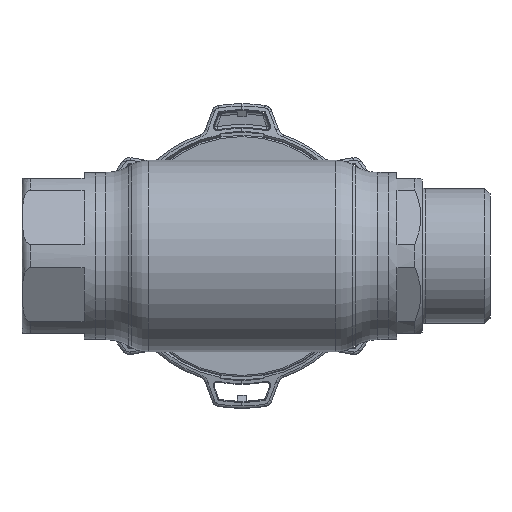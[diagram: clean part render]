
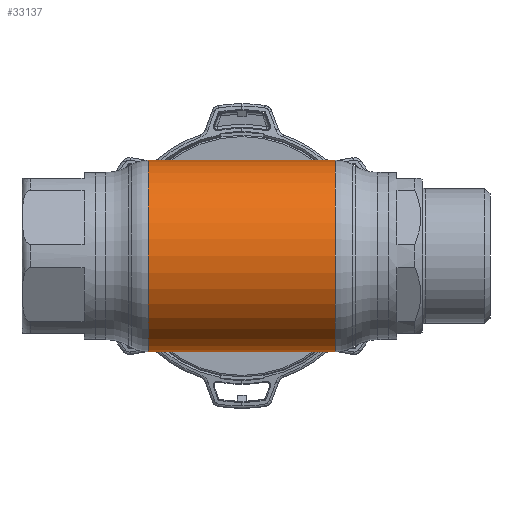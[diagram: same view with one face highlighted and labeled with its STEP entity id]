
A CAD part, front view. The second image highlights one B-rep face of the part: STEP entity #33137.
In plain terms, the highlighted cylindrical face has radius 34 mm (diameter 68 mm), a partial arc.
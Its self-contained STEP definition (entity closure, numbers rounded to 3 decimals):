
#116 = DIRECTION ( 'NONE',  ( -1., 0., 0. ) ) ;
#310 = DIRECTION ( 'NONE',  ( 0., 0., 1. ) ) ;
#466 = ORIENTED_EDGE ( 'NONE', *, *, #6688, .F. ) ;
#474 = CARTESIAN_POINT ( 'NONE',  ( -62.69, 0., 0. ) ) ;
#1406 = CARTESIAN_POINT ( 'NONE',  ( -33.177, 0., -34. ) ) ;
#1844 = DIRECTION ( 'NONE',  ( -1., 0., 0. ) ) ;
#3344 = CYLINDRICAL_SURFACE ( 'NONE', #21850, 34. ) ;
#5223 = VERTEX_POINT ( 'NONE', #31336 ) ;
#5345 = DIRECTION ( 'NONE',  ( 0., 0., 1. ) ) ;
#5512 = CARTESIAN_POINT ( 'NONE',  ( -33.177, 0., 0. ) ) ;
#6688 = EDGE_CURVE ( 'NONE', #23539, #20642, #16605, .T. ) ;
#7202 = LINE ( 'NONE', #17561, #18381 ) ;
#7611 = EDGE_CURVE ( 'NONE', #5223, #29435, #19875, .T. ) ;
#8012 = EDGE_LOOP ( 'NONE', ( #13334, #12292, #9116, #466 ) ) ;
#8841 = CARTESIAN_POINT ( 'NONE',  ( 33.177, 0., 34. ) ) ;
#9116 = ORIENTED_EDGE ( 'NONE', *, *, #32519, .T. ) ;
#11198 = AXIS2_PLACEMENT_3D ( 'NONE', #5512, #25968, #5345 ) ;
#12292 = ORIENTED_EDGE ( 'NONE', *, *, #7611, .T. ) ;
#13175 = CARTESIAN_POINT ( 'NONE',  ( -33.177, 0., 34. ) ) ;
#13334 = ORIENTED_EDGE ( 'NONE', *, *, #23857, .F. ) ;
#13350 = FACE_OUTER_BOUND ( 'NONE', #8012, .T. ) ;
#16605 = CIRCLE ( 'NONE', #11198, 34. ) ;
#17431 = DIRECTION ( 'NONE',  ( 0., 0., 1. ) ) ;
#17561 = CARTESIAN_POINT ( 'NONE',  ( -62.69, 0., -34. ) ) ;
#18381 = VECTOR ( 'NONE', #116, 1000. ) ;
#19106 = LINE ( 'NONE', #29739, #26642 ) ;
#19875 = CIRCLE ( 'NONE', #31164, 34. ) ;
#20642 = VERTEX_POINT ( 'NONE', #13175 ) ;
#20735 = DIRECTION ( 'NONE',  ( -1., 0., 0. ) ) ;
#21850 = AXIS2_PLACEMENT_3D ( 'NONE', #474, #20735, #310 ) ;
#23539 = VERTEX_POINT ( 'NONE', #1406 ) ;
#23857 = EDGE_CURVE ( 'NONE', #5223, #23539, #7202, .T. ) ;
#25181 = CARTESIAN_POINT ( 'NONE',  ( 33.177, 0., 0. ) ) ;
#25968 = DIRECTION ( 'NONE',  ( -1., 0., 0. ) ) ;
#26642 = VECTOR ( 'NONE', #27395, 1000. ) ;
#27395 = DIRECTION ( 'NONE',  ( -1., 0., 0. ) ) ;
#29435 = VERTEX_POINT ( 'NONE', #8841 ) ;
#29739 = CARTESIAN_POINT ( 'NONE',  ( -62.69, 0., 34. ) ) ;
#31164 = AXIS2_PLACEMENT_3D ( 'NONE', #25181, #1844, #17431 ) ;
#31336 = CARTESIAN_POINT ( 'NONE',  ( 33.177, 0., -34. ) ) ;
#32519 = EDGE_CURVE ( 'NONE', #29435, #20642, #19106, .T. ) ;
#33137 = ADVANCED_FACE ( 'NONE', ( #13350 ), #3344, .T. ) ;
